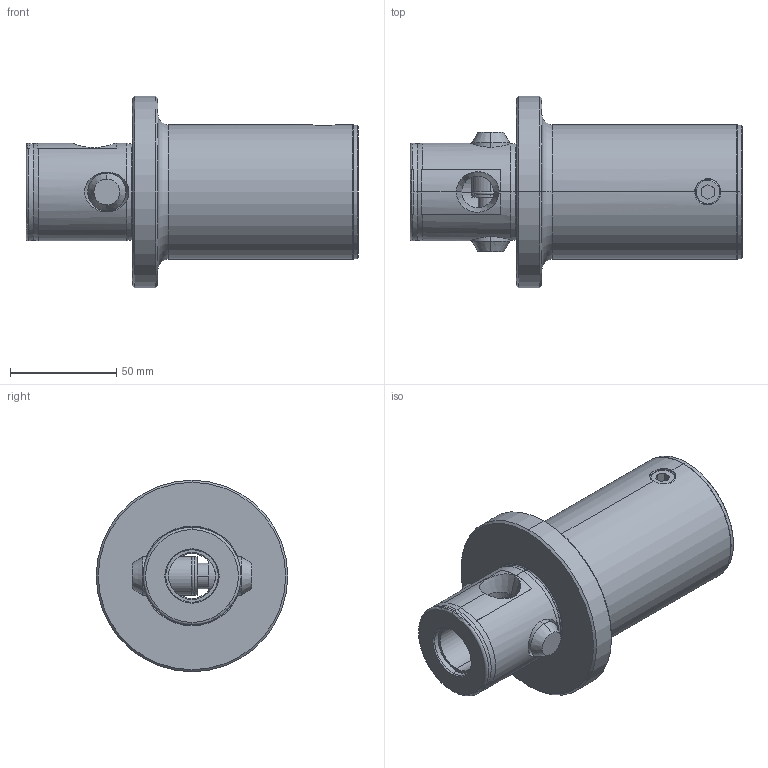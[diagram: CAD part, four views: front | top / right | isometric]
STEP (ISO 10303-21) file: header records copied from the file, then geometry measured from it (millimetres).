
FILE_DESCRIPTION (( 'STEP AP214' ), '1' );
FILE_NAME ('11.332.760.STEP', '2014-04-30T15:35:44', ( '' ), ( '' ), 'SwSTEP 2.0', 'SolidWorks 2014', '' );
FILE_SCHEMA (( 'AUTOMOTIVE_DESIGN' ));
Length unit declared in the file: millimetre
Products named in the file (6): 10.691.50X_10.691.507; 691-50XRing_10.691.507Ring; 10.690.43X_10.690.436; 11.332.760_10.332.760; 11.332.760
Assembly tree (5 placements, depth 3):
  11.332.760
    11.332.760_10.332.760
    10.690.43X_10.690.436
    10.691.50X_10.691.507
      10.691.50X_10.691.507
      691-50XRing_10.691.507Ring
Bounding box: 156 x 90 x 90 mm (x, y, z)
Volume: 363842.4 mm3; surface area: 59893.5 mm2
Topology: 4 solids, 4 shells, 154 faces, 344 edges, 203 vertices
Faces by surface type: cylinder 53, cone 45, plane 43, torus 11, bspline 2
Entity records: 5420 total; most frequent: CARTESIAN_POINT 1707, DIRECTION 777, ORIENTED_EDGE 684, EDGE_CURVE 342, AXIS2_PLACEMENT_3D 314, VERTEX_POINT 203, EDGE_LOOP 171, ADVANCED_FACE 154
